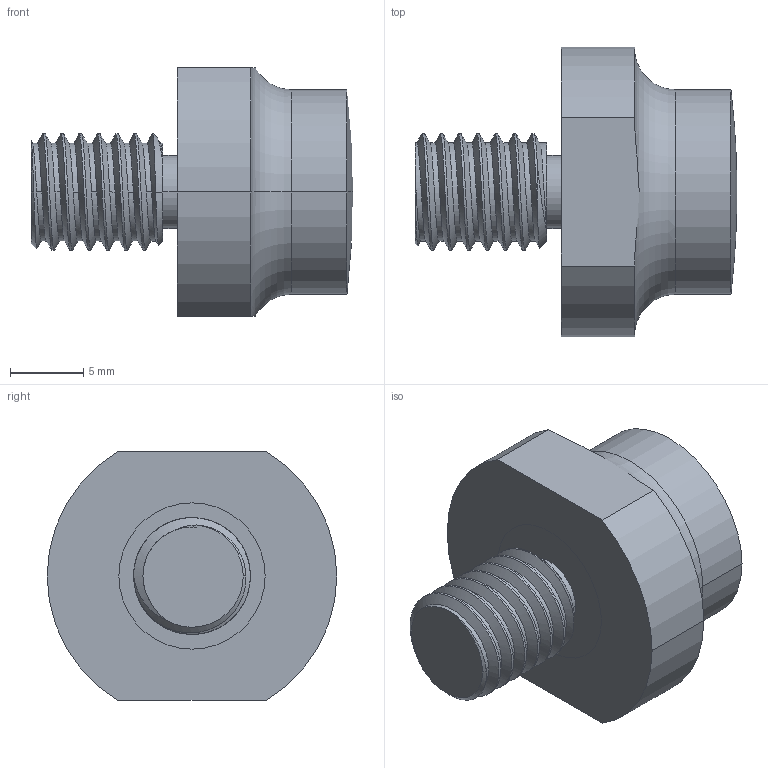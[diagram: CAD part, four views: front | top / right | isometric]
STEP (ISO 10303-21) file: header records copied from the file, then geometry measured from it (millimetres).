
FILE_DESCRIPTION(/* description */ ('VariCAD 2015-2.04 AP-203'),/* implementation_level */ '2;1');
FILE_NAME(/* name */ 'A-LBM8.stp',/* time_stamp */ '2015-08-14T11:20:30+12:00',/* author */ (''),/* organization */ (''),/* preprocessor_version */ 'ST-DEVELOPER v14',/* originating_system */ 'VariCAD 2015-2.04; kernel version (20130303)',/* authorisation */ '');
FILE_SCHEMA (('CONFIG_CONTROL_DESIGN'));
Length unit declared in the file: millimetre
Products named in the file (2): 8
Assembly tree (1 placements, depth 2):
  8
    (unnamed)
Bounding box: 22 x 19.8 x 17 mm (x, y, z)
Volume: 2957.8 mm3; surface area: 1498.1 mm2
Topology: 1 solids, 1 shells, 45 faces, 120 edges, 78 vertices
Faces by surface type: cylinder 24, plane 9, cone 5, bspline 3, torus 2, sphere 2
Entity records: 9591 total; most frequent: CARTESIAN_POINT 8451, ORIENTED_EDGE 236, DIRECTION 196, EDGE_CURVE 118, AXIS2_PLACEMENT_3D 80, VERTEX_POINT 78, EDGE_LOOP 48, B_SPLINE_CURVE_WITH_KNOTS 48
